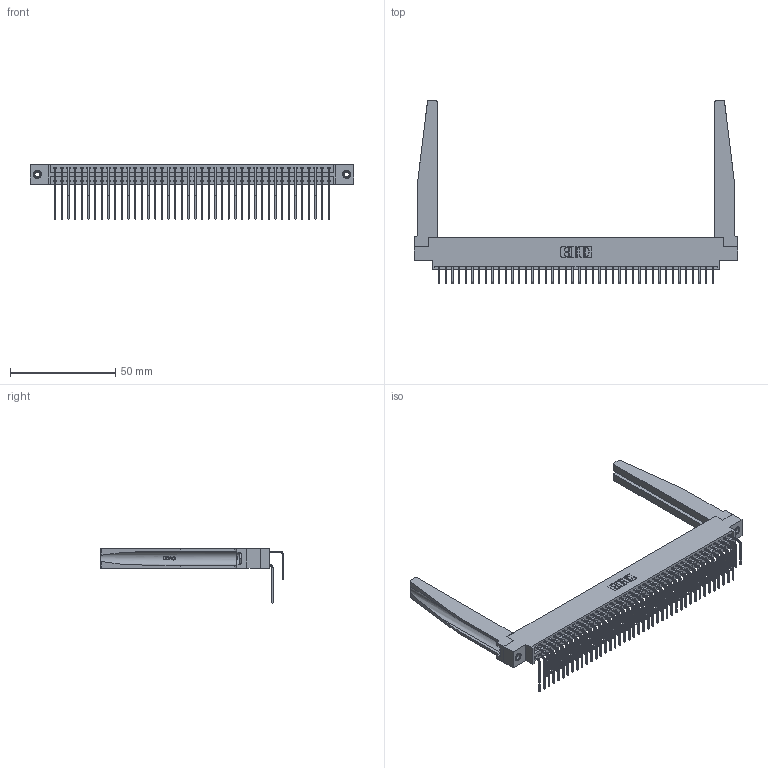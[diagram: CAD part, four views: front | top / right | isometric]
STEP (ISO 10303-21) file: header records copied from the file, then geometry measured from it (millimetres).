
FILE_DESCRIPTION (( 'STEP AP203' ), '1' );
FILE_NAME ('396-084-558-878.STEP', '2019-11-03T13:19:37', ( '' ), ( '' ), 'SwSTEP 2.0', 'SolidWorks 2016', '' );
FILE_SCHEMA (( 'CONFIG_CONTROL_DESIGN' ));
Length unit declared in the file: inch
Products named in the file (6): 345-292-001_558 Tail - 2; 345-292-001_558 559 Tail - 1; 346-220-078_345-220-078; 346 Part_0.170 Offset - 0.156 Dia-TH; 396-084-558-878; 345-250-001_345-250-001-102
Assembly tree (89 placements, depth 2):
  396-084-558-878
    346 Part_0.170 Offset - 0.156 Dia-TH
    345-292-001_558 559 Tail - 1  x42
    345-292-001_558 Tail - 2  x42
    346-220-078_345-220-078  x2
    345-250-001_345-250-001-102  x2
Bounding box: 153.92 x 87.44 x 26.16 mm (x, y, z)
Volume: 22248.3 mm3; surface area: 30126.9 mm2
Topology: 89 solids, 89 shells, 4896 faces, 14473 edges, 9526 vertices
Faces by surface type: plane 3330, cylinder 1514, bspline 36, cone 12, torus 4
Entity records: 34074 total; most frequent: CARTESIAN_POINT 6606, ORIENTED_EDGE 5378, DIRECTION 4831, EDGE_CURVE 2689, VECTOR 2255, LINE 2255, VERTEX_POINT 1784, AXIS2_PLACEMENT_3D 1288
